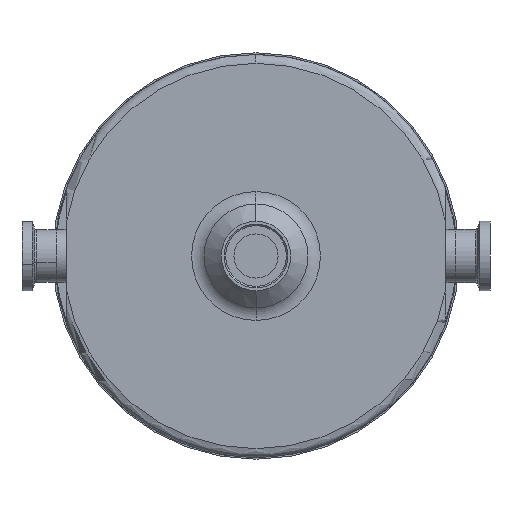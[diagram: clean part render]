
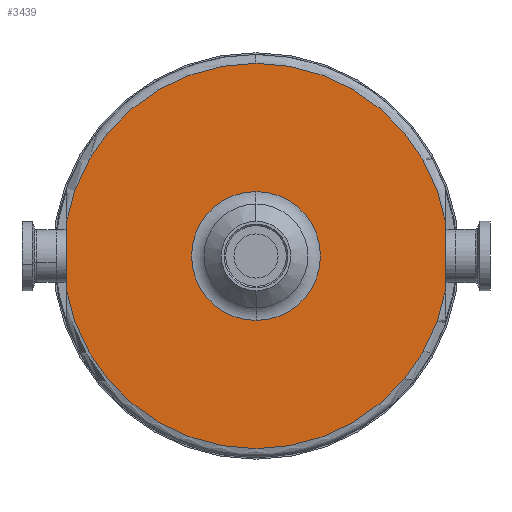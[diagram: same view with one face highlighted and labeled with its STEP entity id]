
A CAD part, front view. The second image highlights one B-rep face of the part: STEP entity #3439.
In plain terms, the highlighted planar face has unit normal (0, -1, 0).
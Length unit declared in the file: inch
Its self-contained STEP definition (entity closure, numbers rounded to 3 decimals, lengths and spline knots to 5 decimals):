
#727 = EDGE_CURVE ( 'Defeatured_0_180+Defeatured_0_170+Defeatured_0_171+Defeatured_0_172', #43171, #31998, #41110, .T. ) ;
#1995 = CARTESIAN_POINT ( 'NONE',  ( 2.685, 0.87, 0. ) ) ;
#2483 = CARTESIAN_POINT ( 'NONE',  ( 0.91105, 0.87, 0. ) ) ;
#2959 = VERTEX_POINT ( 'NONE', #22431 ) ;
#3223 = CARTESIAN_POINT ( 'NONE',  ( 0., 0.87, 0. ) ) ;
#3439 = ADVANCED_FACE ( 'Defeatured_0_170', ( #39108, #39337 ), #35761, .F. ) ;
#4896 = LINE ( 'NONE', #1995, #37730 ) ;
#5716 = CARTESIAN_POINT ( 'NONE',  ( 0., 0.87, 0. ) ) ;
#5907 = AXIS2_PLACEMENT_3D ( 'NONE', #26931, #30755, #19772 ) ;
#7441 = CIRCLE ( 'NONE', #5907, 2.725 ) ;
#7470 = AXIS2_PLACEMENT_3D ( 'NONE', #2483, #20946, #24777 ) ;
#8130 = ORIENTED_EDGE ( 'NONE', *, *, #36123, .T. ) ;
#8460 = CARTESIAN_POINT ( 'NONE',  ( 2.685, 0.87, 0.46519 ) ) ;
#8501 = DIRECTION ( 'NONE',  ( 0., 0., 1. ) ) ;
#8696 = CIRCLE ( 'NONE', #26267, 0.91105 ) ;
#11285 = CARTESIAN_POINT ( 'NONE',  ( 0., 0.87, -0.91105 ) ) ;
#11373 = DIRECTION ( 'NONE',  ( 0., 0., 1. ) ) ;
#11633 = DIRECTION ( 'NONE',  ( 0., -1., 0. ) ) ;
#12632 = EDGE_CURVE ( 'Defeatured_0_170+Defeatured_0_171+Defeatured_0_180+Defeatured_0_178', #43171, #37723, #26042, .T. ) ;
#13003 = CARTESIAN_POINT ( 'NONE',  ( 0., 0.87, 0.91105 ) ) ;
#13291 = EDGE_LOOP ( 'NONE', ( #17300, #8130 ) ) ;
#13423 = CARTESIAN_POINT ( 'NONE',  ( -2.685, 0.87, 0.46519 ) ) ;
#13573 = CARTESIAN_POINT ( 'NONE',  ( 0., 0.87, 0. ) ) ;
#13930 = VERTEX_POINT ( 'NONE', #13003 ) ;
#14985 = CARTESIAN_POINT ( 'NONE',  ( 0., 0.87, 0. ) ) ;
#16268 = DIRECTION ( 'NONE',  ( 0., 0., 1. ) ) ;
#17300 = ORIENTED_EDGE ( 'NONE', *, *, #46346, .T. ) ;
#17853 = DIRECTION ( 'NONE',  ( 0., -1., 0. ) ) ;
#18897 = CARTESIAN_POINT ( 'NONE',  ( -2.685, 0.87, 0. ) ) ;
#19772 = DIRECTION ( 'NONE',  ( 0., 0., 1. ) ) ;
#20671 = AXIS2_PLACEMENT_3D ( 'NONE', #3223, #17853, #11373 ) ;
#20946 = DIRECTION ( 'NONE',  ( 0., 1., 0. ) ) ;
#22019 = CIRCLE ( 'NONE', #25849, 0.91105 ) ;
#22431 = CARTESIAN_POINT ( 'NONE',  ( 0., 0.87, 2.725 ) ) ;
#23518 = VECTOR ( 'NONE', #33471, 39.37008 ) ;
#24777 = DIRECTION ( 'NONE',  ( 0., 0., 1. ) ) ;
#25849 = AXIS2_PLACEMENT_3D ( 'NONE', #13573, #28158, #42515 ) ;
#26042 = CIRCLE ( 'NONE', #20671, 2.725 ) ;
#26267 = AXIS2_PLACEMENT_3D ( 'NONE', #5716, #45905, #16268 ) ;
#26273 = ORIENTED_EDGE ( 'NONE', *, *, #45462, .T. ) ;
#26931 = CARTESIAN_POINT ( 'NONE',  ( 0., 0.87, 0. ) ) ;
#27524 = EDGE_LOOP ( 'NONE', ( #35534, #38115, #44121, #26273, #38650 ) ) ;
#28158 = DIRECTION ( 'NONE',  ( 0., 1., 0. ) ) ;
#30755 = DIRECTION ( 'NONE',  ( 0., -1., 0. ) ) ;
#31998 = VERTEX_POINT ( 'NONE', #13423 ) ;
#33471 = DIRECTION ( 'NONE',  ( 0., 0., 1. ) ) ;
#34794 = DIRECTION ( 'NONE',  ( 0., 0., -1. ) ) ;
#35534 = ORIENTED_EDGE ( 'NONE', *, *, #727, .F. ) ;
#35761 = PLANE ( 'NONE',  #7470 ) ;
#36123 = EDGE_CURVE ( 'Defeatured_0_170+Defeatured_0_173+Defeatured_0_173+Defeatured_0_173', #39119, #13930, #8696, .T. ) ;
#37026 = EDGE_CURVE ( 'Defeatured_0_170+Defeatured_0_172+Defeatured_0_178+Defeatured_0_180', #2959, #31998, #43817, .T. ) ;
#37306 = EDGE_CURVE ( 'Defeatured_0_178+Defeatured_0_170+Defeatured_0_172+Defeatured_0_171', #40946, #37723, #4896, .T. ) ;
#37723 = VERTEX_POINT ( 'NONE', #46733 ) ;
#37730 = VECTOR ( 'NONE', #34794, 39.37008 ) ;
#38115 = ORIENTED_EDGE ( 'NONE', *, *, #12632, .T. ) ;
#38650 = ORIENTED_EDGE ( 'NONE', *, *, #37026, .T. ) ;
#39108 = FACE_BOUND ( 'NONE', #13291, .T. ) ;
#39119 = VERTEX_POINT ( 'NONE', #11285 ) ;
#39337 = FACE_OUTER_BOUND ( 'NONE', #27524, .T. ) ;
#40946 = VERTEX_POINT ( 'NONE', #8460 ) ;
#41110 = LINE ( 'NONE', #18897, #23518 ) ;
#42515 = DIRECTION ( 'NONE',  ( 0., 0., 1. ) ) ;
#42814 = CARTESIAN_POINT ( 'NONE',  ( -2.685, 0.87, -0.46519 ) ) ;
#43065 = AXIS2_PLACEMENT_3D ( 'NONE', #14985, #11633, #8501 ) ;
#43171 = VERTEX_POINT ( 'NONE', #42814 ) ;
#43817 = CIRCLE ( 'NONE', #43065, 2.725 ) ;
#44121 = ORIENTED_EDGE ( 'NONE', *, *, #37306, .F. ) ;
#45462 = EDGE_CURVE ( 'Defeatured_0_170+Defeatured_0_172+Defeatured_0_178+Defeatured_0_180', #40946, #2959, #7441, .T. ) ;
#45905 = DIRECTION ( 'NONE',  ( 0., 1., 0. ) ) ;
#46346 = EDGE_CURVE ( 'Defeatured_0_170+Defeatured_0_173+Defeatured_0_173+Defeatured_0_173', #13930, #39119, #22019, .T. ) ;
#46733 = CARTESIAN_POINT ( 'NONE',  ( 2.685, 0.87, -0.46519 ) ) ;
